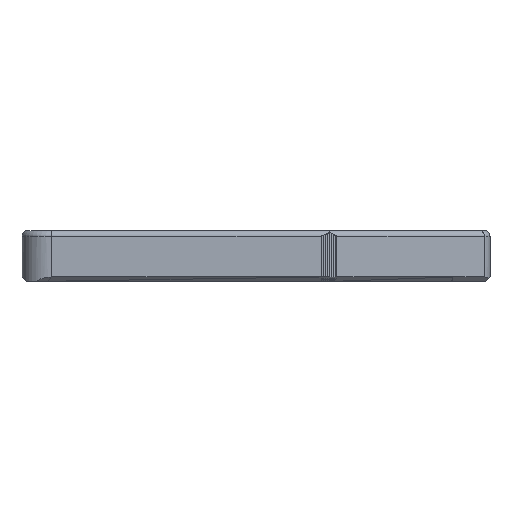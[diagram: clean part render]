
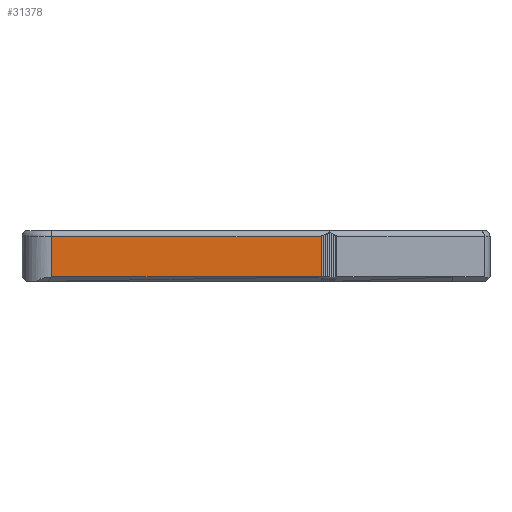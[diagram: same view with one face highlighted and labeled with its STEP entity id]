
A CAD part, left-side view. The second image highlights one B-rep face of the part: STEP entity #31378.
In plain terms, the highlighted planar face has unit normal (-1, 0, 0).
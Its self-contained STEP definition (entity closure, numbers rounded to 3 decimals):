
#37=FACE_BOUND('',#3962,.T.);
#1854=FACE_OUTER_BOUND('',#3961,.T.);
#3961=EDGE_LOOP('',(#24981,#24982,#24983,#24984,#24985,#24986));
#3962=EDGE_LOOP('',(#24987,#24988));
#7304=LINE('',#49456,#11286);
#7380=LINE('',#49803,#11362);
#7381=LINE('',#49806,#11363);
#7382=LINE('',#49808,#11364);
#7383=LINE('',#49810,#11365);
#7384=LINE('',#49811,#11366);
#7385=LINE('',#49814,#11367);
#11286=VECTOR('',#40142,10.);
#11362=VECTOR('',#40444,10.);
#11363=VECTOR('',#40447,10.);
#11364=VECTOR('',#40448,10.);
#11365=VECTOR('',#40449,10.);
#11366=VECTOR('',#40450,10.);
#11367=VECTOR('',#40451,10.);
#14441=VERTEX_POINT('',#49453);
#14442=VERTEX_POINT('',#49455);
#14532=VERTEX_POINT('',#49801);
#14533=VERTEX_POINT('',#49805);
#14534=VERTEX_POINT('',#49807);
#14535=VERTEX_POINT('',#49809);
#14536=VERTEX_POINT('',#49812);
#14537=VERTEX_POINT('',#49813);
#17910=EDGE_CURVE('',#14442,#14441,#7304,.T.);
#18051=EDGE_CURVE('',#14441,#14532,#7380,.T.);
#18052=EDGE_CURVE('',#14532,#14533,#7381,.T.);
#18053=EDGE_CURVE('',#14534,#14533,#7382,.T.);
#18054=EDGE_CURVE('',#14535,#14534,#7383,.T.);
#18055=EDGE_CURVE('',#14535,#14442,#7384,.T.);
#18056=EDGE_CURVE('',#14536,#14537,#7385,.T.);
#24981=ORIENTED_EDGE('',*,*,#17910,.T.);
#24982=ORIENTED_EDGE('',*,*,#18051,.T.);
#24983=ORIENTED_EDGE('',*,*,#18052,.T.);
#24984=ORIENTED_EDGE('',*,*,#18053,.F.);
#24985=ORIENTED_EDGE('',*,*,#18054,.F.);
#24986=ORIENTED_EDGE('',*,*,#18055,.T.);
#24987=ORIENTED_EDGE('',*,*,#18056,.T.);
#24988=ORIENTED_EDGE('',*,*,#18056,.F.);
#29305=PLANE('',#33851);
#31378=ADVANCED_FACE('',(#1854,#37),#29305,.F.);
#33851=AXIS2_PLACEMENT_3D('',#49804,#40445,#40446);
#40142=DIRECTION('',(0.,1.,0.));
#40444=DIRECTION('',(0.,0.,-1.));
#40445=DIRECTION('center_axis',(1.,0.,0.));
#40446=DIRECTION('ref_axis',(0.,0.,-1.));
#40447=DIRECTION('',(0.,-1.,0.));
#40448=DIRECTION('',(0.,0.,-1.));
#40449=DIRECTION('',(0.,1.,0.));
#40450=DIRECTION('',(0.,0.,1.));
#40451=DIRECTION('',(0.,0.988,-0.152));
#49453=CARTESIAN_POINT('',(-77.4,19.4,4.58));
#49455=CARTESIAN_POINT('',(-77.4,-8.168,4.58));
#49456=CARTESIAN_POINT('',(-77.4,9.325,4.58));
#49801=CARTESIAN_POINT('',(-77.4,19.4,0.449));
#49803=CARTESIAN_POINT('',(-77.4,19.4,0.45));
#49804=CARTESIAN_POINT('Origin',(-77.4,20.15,0.45));
#49805=CARTESIAN_POINT('',(-77.4,19.352,0.449));
#49806=CARTESIAN_POINT('',(-77.4,20.15,0.449));
#49807=CARTESIAN_POINT('',(-77.4,19.352,0.45));
#49808=CARTESIAN_POINT('',(-77.4,19.352,5.18));
#49809=CARTESIAN_POINT('',(-77.4,-8.168,0.45));
#49810=CARTESIAN_POINT('',(-77.4,-8.168,0.45));
#49811=CARTESIAN_POINT('',(-77.4,-8.168,0.45));
#49812=CARTESIAN_POINT('',(-77.4,3.68,2.98));
#49813=CARTESIAN_POINT('',(-77.4,19.352,0.573));
#49814=CARTESIAN_POINT('',(-77.4,-8.168,4.8));
